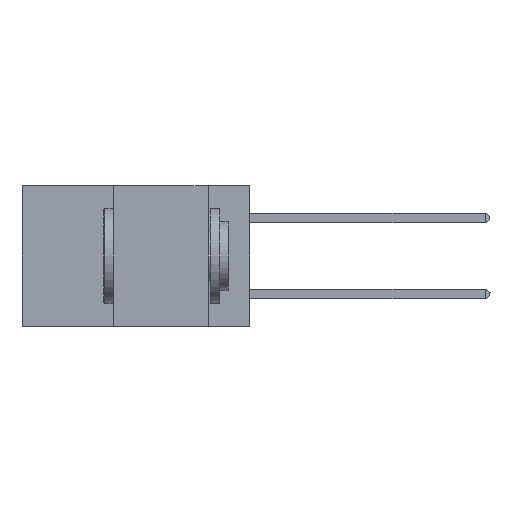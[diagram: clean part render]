
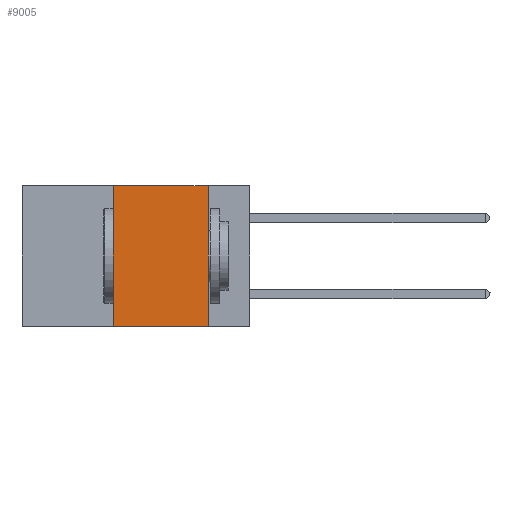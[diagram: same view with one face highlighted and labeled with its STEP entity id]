
A CAD part, left-side view. The second image highlights one B-rep face of the part: STEP entity #9005.
In plain terms, the highlighted planar face has unit normal (-1, 0, 0).
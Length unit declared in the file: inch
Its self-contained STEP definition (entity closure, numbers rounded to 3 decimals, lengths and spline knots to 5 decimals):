
#312 = CARTESIAN_POINT ( 'NONE',  ( 0., 0.36, 0. ) ) ;
#384 = VECTOR ( 'NONE', #14362, 39.37008 ) ;
#643 = EDGE_CURVE ( 'NONE', #10698, #7818, #726, .T. ) ;
#726 = LINE ( 'NONE', #19152, #9500 ) ;
#2681 = DIRECTION ( 'NONE',  ( 0., -1., 0. ) ) ;
#3080 = ORIENTED_EDGE ( 'NONE', *, *, #20127, .F. ) ;
#3125 = ORIENTED_EDGE ( 'NONE', *, *, #643, .F. ) ;
#3522 = LINE ( 'NONE', #5139, #384 ) ;
#4104 = EDGE_CURVE ( 'NONE', #5315, #7818, #7202, .T. ) ;
#4446 = LINE ( 'NONE', #13896, #16635 ) ;
#4497 = ORIENTED_EDGE ( 'NONE', *, *, #16550, .F. ) ;
#5139 = CARTESIAN_POINT ( 'NONE',  ( 0., 0.6, 0. ) ) ;
#5315 = VERTEX_POINT ( 'NONE', #12012 ) ;
#5399 = CARTESIAN_POINT ( 'NONE',  ( 0., 0.6, 0. ) ) ;
#6242 = ORIENTED_EDGE ( 'NONE', *, *, #4104, .T. ) ;
#7202 = LINE ( 'NONE', #9955, #21032 ) ;
#7818 = VERTEX_POINT ( 'NONE', #22297 ) ;
#8511 = DIRECTION ( 'NONE',  ( 0., 0., -1. ) ) ;
#9005 = ADVANCED_FACE ( 'NONE', ( #13745 ), #21735, .F. ) ;
#9500 = VECTOR ( 'NONE', #8511, 39.37008 ) ;
#9955 = CARTESIAN_POINT ( 'NONE',  ( 0., 0.6, -0.37 ) ) ;
#10698 = VERTEX_POINT ( 'NONE', #17209 ) ;
#12012 = CARTESIAN_POINT ( 'NONE',  ( 0., 0.36, -0.37 ) ) ;
#12633 = AXIS2_PLACEMENT_3D ( 'NONE', #5399, #18107, #14368 ) ;
#13745 = FACE_OUTER_BOUND ( 'NONE', #18946, .T. ) ;
#13896 = CARTESIAN_POINT ( 'NONE',  ( 0., 0.36, 0. ) ) ;
#14362 = DIRECTION ( 'NONE',  ( 0., -1., 0. ) ) ;
#14368 = DIRECTION ( 'NONE',  ( 0., 0., -1. ) ) ;
#16550 = EDGE_CURVE ( 'NONE', #19409, #10698, #3522, .T. ) ;
#16635 = VECTOR ( 'NONE', #17341, 39.37008 ) ;
#17209 = CARTESIAN_POINT ( 'NONE',  ( 0., 0.11, 0. ) ) ;
#17341 = DIRECTION ( 'NONE',  ( 0., 0., 1. ) ) ;
#18107 = DIRECTION ( 'NONE',  ( 1., 0., 0. ) ) ;
#18946 = EDGE_LOOP ( 'NONE', ( #3125, #4497, #3080, #6242 ) ) ;
#19152 = CARTESIAN_POINT ( 'NONE',  ( 0., 0.11, 0. ) ) ;
#19409 = VERTEX_POINT ( 'NONE', #312 ) ;
#20127 = EDGE_CURVE ( 'NONE', #5315, #19409, #4446, .T. ) ;
#21032 = VECTOR ( 'NONE', #2681, 39.37008 ) ;
#21735 = PLANE ( 'NONE',  #12633 ) ;
#22297 = CARTESIAN_POINT ( 'NONE',  ( 0., 0.11, -0.37 ) ) ;
